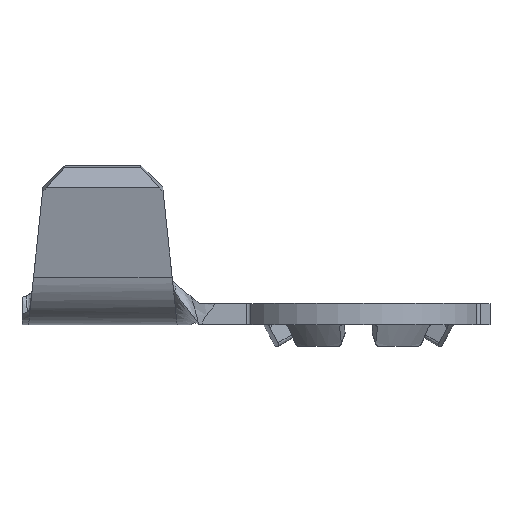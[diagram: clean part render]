
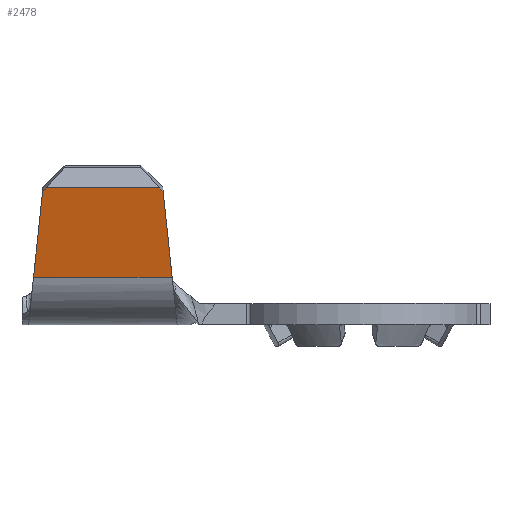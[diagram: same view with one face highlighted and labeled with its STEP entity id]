
A CAD part, top view. The second image highlights one B-rep face of the part: STEP entity #2478.
In plain terms, the highlighted planar face has unit normal (0, -0.217, 0.976).
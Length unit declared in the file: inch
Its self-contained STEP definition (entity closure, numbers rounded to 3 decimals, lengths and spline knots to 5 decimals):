
#182 = CARTESIAN_POINT ( 'NONE',  ( -0.28585, 0.09371, 0.09462 ) ) ;
#205 = CARTESIAN_POINT ( 'NONE',  ( -0.502, 0.07206, 0.08981 ) ) ;
#308 = CARTESIAN_POINT ( 'NONE',  ( -0.48072, 0.20243, 0.11876 ) ) ;
#333 = EDGE_CURVE ( 'NONE', #8167, #3326, #2173, .T. ) ;
#442 = LINE ( 'NONE', #5325, #8121 ) ;
#505 = DIRECTION ( 'NONE',  ( -0.707, -0.69, -0.153 ) ) ;
#573 = EDGE_CURVE ( 'NONE', #6925, #5435, #442, .T. ) ;
#1211 = CARTESIAN_POINT ( 'NONE',  ( -0.29728, 0.20243, 0.11876 ) ) ;
#1226 = CARTESIAN_POINT ( 'NONE',  ( -0.502, 0.07206, 0.08981 ) ) ;
#1248 = ORIENTED_EDGE ( 'NONE', *, *, #8343, .T. ) ;
#1668 = ORIENTED_EDGE ( 'NONE', *, *, #5030, .T. ) ;
#1948 = ORIENTED_EDGE ( 'NONE', *, *, #333, .T. ) ;
#2173 = LINE ( 'NONE', #205, #8011 ) ;
#2293 = VECTOR ( 'NONE', #6570, 39.37008 ) ;
#2478 = ADVANCED_FACE ( 'NONE', ( #6800 ), #6416, .T. ) ;
#2506 = DIRECTION ( 'NONE',  ( 0.102, -0.971, -0.216 ) ) ;
#2683 = CARTESIAN_POINT ( 'NONE',  ( -0.47501, 0.20801, 0.12 ) ) ;
#2779 = DIRECTION ( 'NONE',  ( 0., -0.976, -0.217 ) ) ;
#3138 = LINE ( 'NONE', #5043, #9188 ) ;
#3326 = VERTEX_POINT ( 'NONE', #5376 ) ;
#4031 = DIRECTION ( 'NONE',  ( 0.102, 0.971, 0.216 ) ) ;
#4167 = VERTEX_POINT ( 'NONE', #1211 ) ;
#4272 = LINE ( 'NONE', #9483, #2293 ) ;
#4570 = AXIS2_PLACEMENT_3D ( 'NONE', #1226, #7154, #2779 ) ;
#4710 = CARTESIAN_POINT ( 'NONE',  ( -0.49443, 0.07206, 0.08981 ) ) ;
#4767 = DIRECTION ( 'NONE',  ( 1., 0., 0. ) ) ;
#5030 = EDGE_CURVE ( 'NONE', #4167, #5435, #4272, .T. ) ;
#5043 = CARTESIAN_POINT ( 'NONE',  ( -0.55814, 0.12688, 0.10198 ) ) ;
#5190 = LINE ( 'NONE', #8345, #8827 ) ;
#5325 = CARTESIAN_POINT ( 'NONE',  ( -0.502, 0.20801, 0.12 ) ) ;
#5376 = CARTESIAN_POINT ( 'NONE',  ( -0.28357, 0.07206, 0.08981 ) ) ;
#5435 = VERTEX_POINT ( 'NONE', #7164 ) ;
#5447 = LINE ( 'NONE', #182, #9096 ) ;
#5587 = EDGE_LOOP ( 'NONE', ( #8964, #1668, #8475, #1248, #6660, #1948 ) ) ;
#5625 = EDGE_CURVE ( 'NONE', #8167, #7373, #5190, .T. ) ;
#6045 = DIRECTION ( 'NONE',  ( 1., 0., 0. ) ) ;
#6416 = PLANE ( 'NONE',  #4570 ) ;
#6570 = DIRECTION ( 'NONE',  ( -0.707, 0.69, 0.153 ) ) ;
#6660 = ORIENTED_EDGE ( 'NONE', *, *, #5625, .F. ) ;
#6800 = FACE_OUTER_BOUND ( 'NONE', #5587, .T. ) ;
#6925 = VERTEX_POINT ( 'NONE', #2683 ) ;
#7154 = DIRECTION ( 'NONE',  ( 0., -0.217, 0.976 ) ) ;
#7164 = CARTESIAN_POINT ( 'NONE',  ( -0.30299, 0.20801, 0.12 ) ) ;
#7248 = EDGE_CURVE ( 'NONE', #4167, #3326, #5447, .T. ) ;
#7373 = VERTEX_POINT ( 'NONE', #308 ) ;
#8011 = VECTOR ( 'NONE', #4767, 39.37008 ) ;
#8121 = VECTOR ( 'NONE', #6045, 39.37008 ) ;
#8167 = VERTEX_POINT ( 'NONE', #4710 ) ;
#8343 = EDGE_CURVE ( 'NONE', #6925, #7373, #3138, .T. ) ;
#8345 = CARTESIAN_POINT ( 'NONE',  ( -0.49451, 0.07131, 0.08965 ) ) ;
#8475 = ORIENTED_EDGE ( 'NONE', *, *, #573, .F. ) ;
#8827 = VECTOR ( 'NONE', #4031, 39.37008 ) ;
#8964 = ORIENTED_EDGE ( 'NONE', *, *, #7248, .F. ) ;
#9096 = VECTOR ( 'NONE', #2506, 39.37008 ) ;
#9188 = VECTOR ( 'NONE', #505, 39.37008 ) ;
#9483 = CARTESIAN_POINT ( 'NONE',  ( -0.33289, 0.23719, 0.12648 ) ) ;
